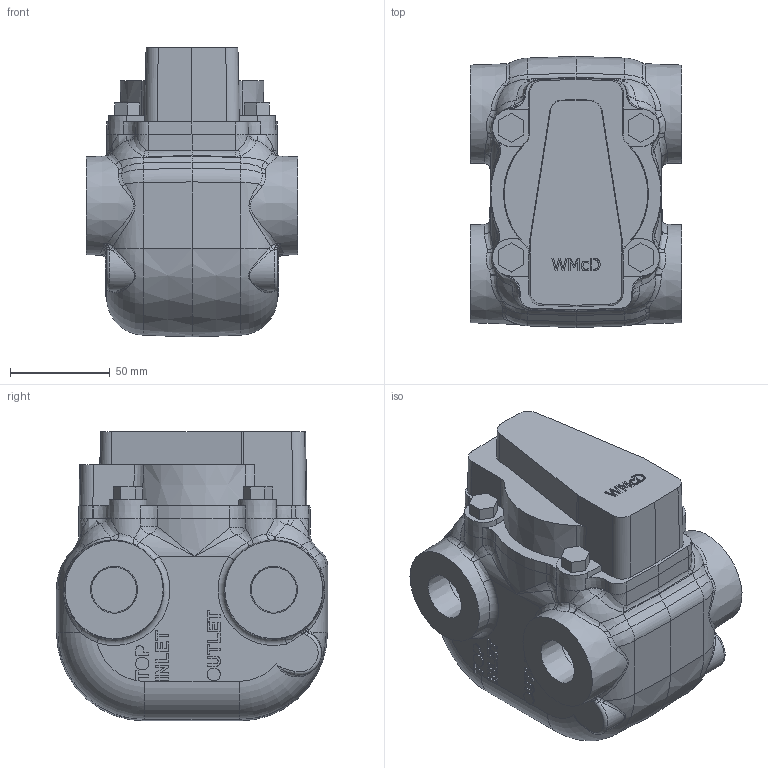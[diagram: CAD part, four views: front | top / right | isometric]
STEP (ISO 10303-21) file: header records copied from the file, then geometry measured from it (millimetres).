
FILE_DESCRIPTION(/* description */ (''),/* implementation_level */ '2;1');
FILE_NAME(/* name */ 'FT3-015-13-N.stp',/* time_stamp */ '2018-01-19T15:42:59-05:00',/* author */ ('wm_kcarroll'),/* organization */ (''),/* preprocessor_version */ 'ST-DEVELOPER v16.5',/* originating_system */ 'Autodesk Inventor 2017',/* authorisation */ '');
FILE_SCHEMA (('AUTOMOTIVE_DESIGN { 1 0 10303 214 3 1 1 }'));
Length unit declared in the file: inch
Products named in the file (1): FT3-015-13-N SOLID
Bounding box: 106.36 x 136.13 x 145.51 mm (x, y, z)
Volume: 1320890.1 mm3; surface area: 83503 mm2
Topology: 1 solids, 1 shells, 622 faces, 1599 edges, 1013 vertices
Faces by surface type: plane 350, bspline 176, cylinder 44, cone 30, torus 18, sphere 4
Full cylindrical faces by diameter (mm): 22.631 x4
Entity records: 21926 total; most frequent: CARTESIAN_POINT 7891, ORIENTED_EDGE 3142, DIRECTION 2423, EDGE_CURVE 1571, VERTEX_POINT 1007, LINE 967, VECTOR 967, AXIS2_PLACEMENT_3D 728
